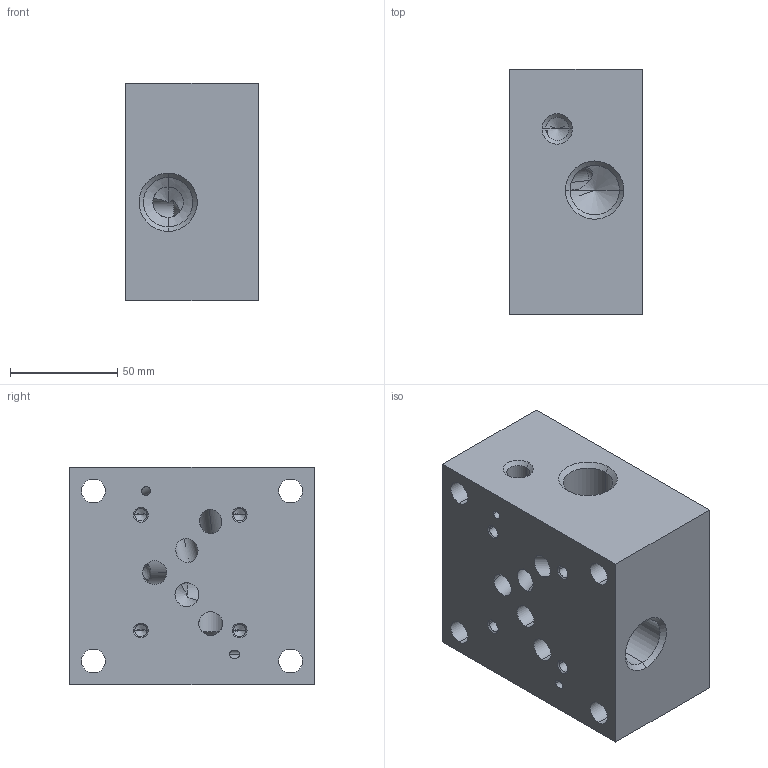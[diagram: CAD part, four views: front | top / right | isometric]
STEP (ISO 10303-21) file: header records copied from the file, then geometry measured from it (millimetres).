
FILE_DESCRIPTION((''),'2;1');
FILE_NAME('ZHJ_ASM','2023-06-28T',('ProEService'),(''),'PRO/ENGINEER BY PARAMETRIC TECHNOLOGY CORPORATION, 2014200','PRO/ENGINEER BY PARAMETRIC TECHNOLOGY CORPORATION, 2014200','');
FILE_SCHEMA(('CONFIG_CONTROL_DESIGN'));
Length unit declared in the file: inch
Products named in the file (2): 151-649-002; ZHJ_ASM
Assembly tree (1 placements, depth 2):
  ZHJ_ASM
    151-649-002
Bounding box: 61.93 x 114.3 x 101.6 mm (x, y, z)
Volume: 600675 mm3; surface area: 78812.2 mm2
Topology: 1 solids, 1 shells, 126 faces, 544 edges, 546 vertices
Faces by surface type: cylinder 58, cone 53, plane 8, sphere 5, torus 2
Entity records: 6702 total; most frequent: CARTESIAN_POINT 2517, DIRECTION 860, ORIENTED_EDGE 628, VECTOR 328, LINE 328, EDGE_CURVE 314, AXIS2_PLACEMENT_3D 266, TRIMMED_CURVE 209
